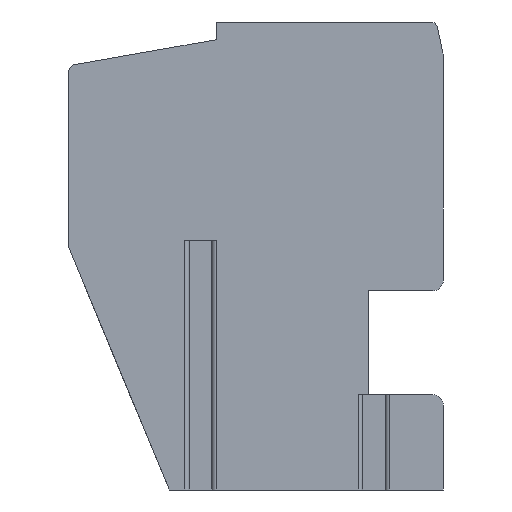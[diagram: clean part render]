
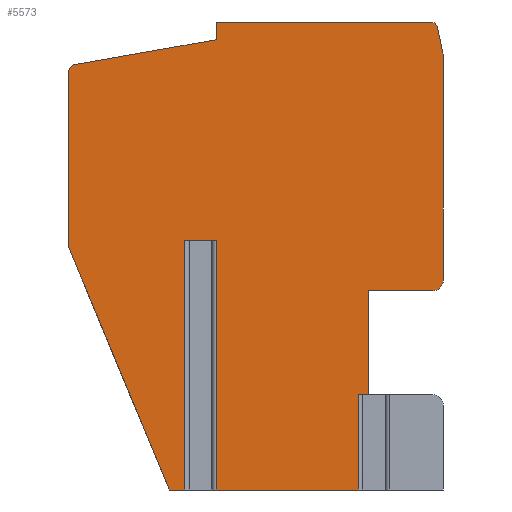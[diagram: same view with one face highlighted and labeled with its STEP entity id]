
A CAD part, left-side view. The second image highlights one B-rep face of the part: STEP entity #5573.
In plain terms, the highlighted planar face has unit normal (-1, 0, 0).
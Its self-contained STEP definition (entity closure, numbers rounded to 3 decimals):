
#18=DIRECTION('',(0.,0.,-1.));
#19=VECTOR('',#18,2.75);
#20=CARTESIAN_POINT('',(0.,-2.949,
-4.));
#21=LINE('',#20,#19);
#22=DIRECTION('',(0.,0.,-1.));
#23=VECTOR('',#22,7.2);
#24=CARTESIAN_POINT('',(0.,1.149,0.45));
#25=LINE('',#24,#23);
#26=DIRECTION('',(0.,1.,0.));
#27=VECTOR('',#26,0.901);
#28=CARTESIAN_POINT('',(0.,1.149,0.45));
#29=LINE('',#28,#27);
#30=DIRECTION('',(0.,0.,-1.));
#31=VECTOR('',#30,7.2);
#32=CARTESIAN_POINT('',(0.,2.05,0.45));
#33=LINE('',#32,#31);
#34=DIRECTION('',(0.,-0.383,-0.924));
#35=VECTOR('',#34,7.577);
#36=CARTESIAN_POINT('',(0.,5.4,0.25));
#37=LINE('',#36,#35);
#38=DIRECTION('',(0.,0.,1.));
#39=VECTOR('',#38,5.072);
#40=CARTESIAN_POINT('',(0.,5.4,0.25));
#41=LINE('',#40,#39);
#42=CARTESIAN_POINT('',(0.,5.2,5.322));
#43=DIRECTION('',(1.,0.,0.));
#44=DIRECTION('',(0.,1.,0.));
#45=AXIS2_PLACEMENT_3D('',#42,#43,#44);
#47=DIRECTION('',(0.,-0.985,0.174));
#48=VECTOR('',#47,4.148);
#49=CARTESIAN_POINT('',(0.,5.235,5.519));
#50=LINE('',#49,#48);
#51=DIRECTION('',(0.,0.,1.));
#52=VECTOR('',#51,0.511);
#53=CARTESIAN_POINT('',(0.,1.15,6.239));
#54=LINE('',#53,#52);
#55=DIRECTION('',(0.,-1.,0.));
#56=VECTOR('',#55,6.188);
#57=CARTESIAN_POINT('',(0.,1.15,6.75));
#58=LINE('',#57,#56);
#59=CARTESIAN_POINT('',(0.,-5.038,6.55));
#60=DIRECTION('',(1.,0.,0.));
#61=DIRECTION('',(0.,0.,1.));
#62=AXIS2_PLACEMENT_3D('',#59,#60,#61);
#64=DIRECTION('',(0.,-0.208,-0.978));
#65=VECTOR('',#64,0.747);
#66=CARTESIAN_POINT('',(0.,-5.234,6.592));
#67=LINE('',#66,#65);
#68=CARTESIAN_POINT('',(0.,-4.9,5.757));
#69=DIRECTION('',(1.,0.,0.));
#70=DIRECTION('',(0.,-0.978,0.208));
#71=AXIS2_PLACEMENT_3D('',#68,#69,#70);
#73=DIRECTION('',(0.,0.,-1.));
#74=VECTOR('',#73,6.457);
#75=CARTESIAN_POINT('',(0.,-5.4,5.757));
#76=LINE('',#75,#74);
#77=CARTESIAN_POINT('',(0.,-5.1,-0.7));
#78=DIRECTION('',(1.,0.,0.));
#79=DIRECTION('',(0.,-1.,0.));
#80=AXIS2_PLACEMENT_3D('',#77,#78,#79);
#82=DIRECTION('',(0.,1.,0.));
#83=VECTOR('',#82,1.85);
#84=CARTESIAN_POINT('',(0.,-5.1,-1.));
#85=LINE('',#84,#83);
#86=DIRECTION('',(0.,0.,-1.));
#87=VECTOR('',#86,3.);
#88=CARTESIAN_POINT('',(0.,-3.25,-1.));
#89=LINE('',#88,#87);
#90=DIRECTION('',(0.,-1.,0.));
#91=VECTOR('',#90,0.301);
#92=CARTESIAN_POINT('',(0.,-2.949,
-4.));
#93=LINE('',#92,#91);
#249=DIRECTION('',(0.,-1.,0.));
#250=VECTOR('',#249,0.45);
#251=CARTESIAN_POINT('',(0.,2.5,-6.75));
#252=LINE('',#251,#250);
#285=DIRECTION('',(0.,-1.,0.));
#286=VECTOR('',#285,4.099);
#287=CARTESIAN_POINT('',(0.,1.149,
-6.75));
#288=LINE('',#287,#286);
#4263=CARTESIAN_POINT('',(0.,5.4,5.322));
#4264=CARTESIAN_POINT('',(0.,5.235,5.519));
#4265=VERTEX_POINT('',#4263);
#4266=VERTEX_POINT('',#4264);
#4267=CARTESIAN_POINT('',(0.,1.15,6.239));
#4268=VERTEX_POINT('',#4267);
#4269=CARTESIAN_POINT('',(0.,1.15,6.75));
#4270=VERTEX_POINT('',#4269);
#4271=CARTESIAN_POINT('',(0.,-5.038,6.75));
#4272=VERTEX_POINT('',#4271);
#4273=CARTESIAN_POINT('',(0.,-5.234,6.592));
#4274=VERTEX_POINT('',#4273);
#4275=CARTESIAN_POINT('',(0.,-5.389,5.86));
#4276=VERTEX_POINT('',#4275);
#4277=CARTESIAN_POINT('',(0.,-5.4,5.757));
#4278=VERTEX_POINT('',#4277);
#4279=CARTESIAN_POINT('',(0.,-5.4,-0.7));
#4280=VERTEX_POINT('',#4279);
#4281=CARTESIAN_POINT('',(0.,-5.1,-1.));
#4282=VERTEX_POINT('',#4281);
#4283=CARTESIAN_POINT('',(0.,-3.25,-1.));
#4284=VERTEX_POINT('',#4283);
#5403=CARTESIAN_POINT('',(0.,2.5,-6.75));
#5405=VERTEX_POINT('',#5403);
#5407=CARTESIAN_POINT('',(0.,5.4,0.25));
#5409=VERTEX_POINT('',#5407);
#5455=CARTESIAN_POINT('',(0.,1.149,
0.45));
#5456=CARTESIAN_POINT('',(0.,2.05,
0.45));
#5457=VERTEX_POINT('',#5455);
#5458=VERTEX_POINT('',#5456);
#5459=CARTESIAN_POINT('',(0.,1.149,
-6.75));
#5460=VERTEX_POINT('',#5459);
#5461=CARTESIAN_POINT('',(0.,2.05,
-6.75));
#5462=VERTEX_POINT('',#5461);
#5485=CARTESIAN_POINT('',(0.,-2.949,
-4.));
#5486=CARTESIAN_POINT('',(0.,-2.949,
-6.75));
#5487=VERTEX_POINT('',#5485);
#5488=VERTEX_POINT('',#5486);
#5489=CARTESIAN_POINT('',(0.,-3.25,-4.));
#5490=VERTEX_POINT('',#5489);
#5526=CARTESIAN_POINT('',(0.,0.,0.));
#5527=DIRECTION('',(1.,0.,0.));
#5528=DIRECTION('',(0.,0.,-1.));
#5529=AXIS2_PLACEMENT_3D('',#5526,#5527,#5528);
#5530=PLANE('',#5529);
#5532=ORIENTED_EDGE('',*,*,#5531,.T.);
#5534=ORIENTED_EDGE('',*,*,#5533,.F.);
#5536=ORIENTED_EDGE('',*,*,#5535,.F.);
#5538=ORIENTED_EDGE('',*,*,#5537,.T.);
#5540=ORIENTED_EDGE('',*,*,#5539,.T.);
#5542=ORIENTED_EDGE('',*,*,#5541,.F.);
#5544=ORIENTED_EDGE('',*,*,#5543,.F.);
#5546=ORIENTED_EDGE('',*,*,#5545,.T.);
#5548=ORIENTED_EDGE('',*,*,#5547,.T.);
#5550=ORIENTED_EDGE('',*,*,#5549,.T.);
#5552=ORIENTED_EDGE('',*,*,#5551,.T.);
#5554=ORIENTED_EDGE('',*,*,#5553,.T.);
#5556=ORIENTED_EDGE('',*,*,#5555,.T.);
#5558=ORIENTED_EDGE('',*,*,#5557,.T.);
#5560=ORIENTED_EDGE('',*,*,#5559,.T.);
#5562=ORIENTED_EDGE('',*,*,#5561,.T.);
#5564=ORIENTED_EDGE('',*,*,#5563,.T.);
#5566=ORIENTED_EDGE('',*,*,#5565,.T.);
#5568=ORIENTED_EDGE('',*,*,#5567,.T.);
#5570=ORIENTED_EDGE('',*,*,#5569,.F.);
#5571=EDGE_LOOP('',(#5532,#5534,#5536,#5538,#5540,#5542,#5544,#5546,#5548,#5550,
#5552,#5554,#5556,#5558,#5560,#5562,#5564,#5566,#5568,#5570));
#5572=FACE_OUTER_BOUND('',#5571,.F.);
#5573=ADVANCED_FACE('',(#5572),#5530,.F.);
#46=CIRCLE('',#45,0.2);
#63=CIRCLE('',#62,0.2);
#72=CIRCLE('',#71,0.5);
#81=CIRCLE('',#80,0.3);
#5531=EDGE_CURVE('',#5487,#5488,#21,.T.);
#5533=EDGE_CURVE('',#5460,#5488,#288,.T.);
#5535=EDGE_CURVE('',#5457,#5460,#25,.T.);
#5537=EDGE_CURVE('',#5457,#5458,#29,.T.);
#5539=EDGE_CURVE('',#5458,#5462,#33,.T.);
#5541=EDGE_CURVE('',#5405,#5462,#252,.T.);
#5543=EDGE_CURVE('',#5409,#5405,#37,.T.);
#5545=EDGE_CURVE('',#5409,#4265,#41,.T.);
#5547=EDGE_CURVE('',#4265,#4266,#46,.T.);
#5549=EDGE_CURVE('',#4266,#4268,#50,.T.);
#5551=EDGE_CURVE('',#4268,#4270,#54,.T.);
#5553=EDGE_CURVE('',#4270,#4272,#58,.T.);
#5555=EDGE_CURVE('',#4272,#4274,#63,.T.);
#5557=EDGE_CURVE('',#4274,#4276,#67,.T.);
#5559=EDGE_CURVE('',#4276,#4278,#72,.T.);
#5561=EDGE_CURVE('',#4278,#4280,#76,.T.);
#5563=EDGE_CURVE('',#4280,#4282,#81,.T.);
#5565=EDGE_CURVE('',#4282,#4284,#85,.T.);
#5567=EDGE_CURVE('',#4284,#5490,#89,.T.);
#5569=EDGE_CURVE('',#5487,#5490,#93,.T.);
